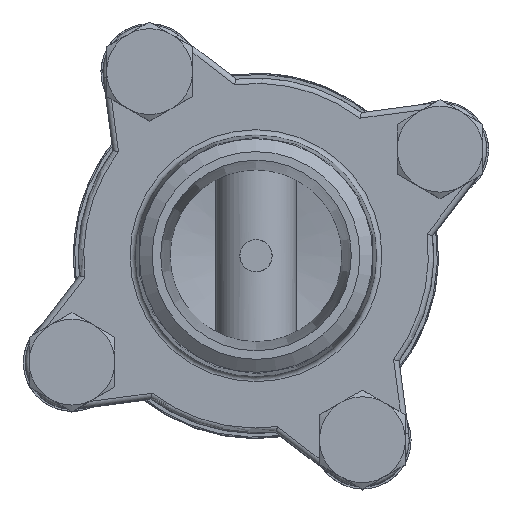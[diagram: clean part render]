
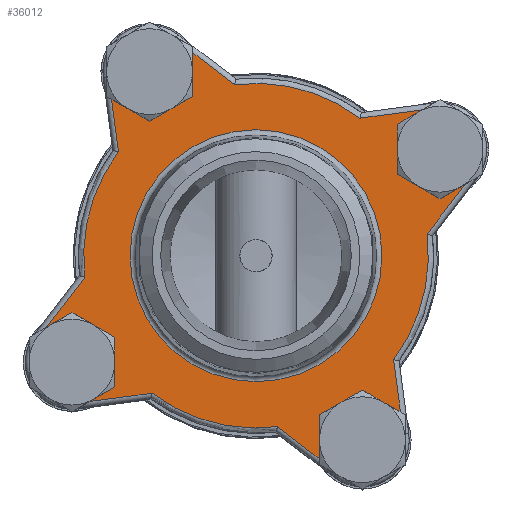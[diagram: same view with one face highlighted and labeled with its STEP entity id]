
A CAD part, top view. The second image highlights one B-rep face of the part: STEP entity #36012.
In plain terms, the highlighted planar face has unit normal (0, 0, 1).
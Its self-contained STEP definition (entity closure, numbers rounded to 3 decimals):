
#3356=CARTESIAN_POINT('',(-19.744,21.931,-53.595));
#3357=VERTEX_POINT('',#3356);
#3358=CARTESIAN_POINT('',(-19.744,14.616,-53.595));
#3359=DIRECTION('',(0.0,0.0,-1.0));
#3360=DIRECTION('',(0.0,1.0,0.0));
#3361=AXIS2_PLACEMENT_3D('',#3358,#3359,#3360);
#3362=CIRCLE('',#3361,7.315);
#3363=EDGE_CURVE('',#3357,#3357,#3362,.T.);
#3904=CARTESIAN_POINT('',(34.363,7.48,-53.595));
#3905=VERTEX_POINT('',#3904);
#3906=CARTESIAN_POINT('',(34.363,0.165,-53.595));
#3907=DIRECTION('',(0.0,0.0,-1.0));
#3908=DIRECTION('',(0.0,1.0,0.0));
#3909=AXIS2_PLACEMENT_3D('',#3906,#3907,#3908);
#3910=CIRCLE('',#3909,7.315);
#3911=EDGE_CURVE('',#3905,#3905,#3910,.T.);
#4452=CARTESIAN_POINT('',(-5.293,76.037,-53.595));
#4453=VERTEX_POINT('',#4452);
#4454=CARTESIAN_POINT('',(-5.293,68.722,-53.595));
#4455=DIRECTION('',(0.0,0.0,-1.0));
#4456=DIRECTION('',(0.0,1.0,0.0));
#4457=AXIS2_PLACEMENT_3D('',#4454,#4455,#4456);
#4458=CIRCLE('',#4457,7.315);
#4459=EDGE_CURVE('',#4453,#4453,#4458,.T.);
#5000=CARTESIAN_POINT('',(48.814,61.586,-53.595));
#5001=VERTEX_POINT('',#5000);
#5002=CARTESIAN_POINT('',(48.814,54.271,-53.595));
#5003=DIRECTION('',(0.0,0.0,-1.0));
#5004=DIRECTION('',(0.0,1.0,0.0));
#5005=AXIS2_PLACEMENT_3D('',#5002,#5003,#5004);
#5006=CIRCLE('',#5005,7.315);
#5007=EDGE_CURVE('',#5001,#5001,#5006,.T.);
#35130=CARTESIAN_POINT('',(41.996,1.176,-53.595));
#35131=VERTEX_POINT('',#35130);
#35139=CARTESIAN_POINT('',(29.68,-5.948,-53.595));
#35140=VERTEX_POINT('',#35139);
#35141=CARTESIAN_POINT('',(34.363,0.165,-53.595));
#35142=DIRECTION('',(0.,0.,1.0));
#35143=DIRECTION('',(0.866,0.501,0.));
#35144=AXIS2_PLACEMENT_3D('',#35141,#35142,#35143);
#35145=CIRCLE('',#35144,7.7);
#35146=EDGE_CURVE('',#35140,#35131,#35145,.T.);
#35194=CARTESIAN_POINT('',(-18.732,6.982,-53.595));
#35195=VERTEX_POINT('',#35194);
#35203=CARTESIAN_POINT('',(-25.856,19.298,-53.595));
#35204=VERTEX_POINT('',#35203);
#35205=CARTESIAN_POINT('',(-19.744,14.616,-53.595));
#35206=DIRECTION('',(0.,0.,1.0));
#35207=DIRECTION('',(0.866,0.501,0.));
#35208=AXIS2_PLACEMENT_3D('',#35205,#35206,#35207);
#35209=CIRCLE('',#35208,7.7);
#35210=EDGE_CURVE('',#35204,#35195,#35209,.T.);
#35239=CARTESIAN_POINT('',(34.845,46.192,-53.595));
#35240=VERTEX_POINT('',#35239);
#35241=CARTESIAN_POINT('',(14.535,34.444,-53.595));
#35242=DIRECTION('',(0.,0.,-1.0));
#35243=DIRECTION('',(0.866,0.501,0.));
#35244=AXIS2_PLACEMENT_3D('',#35241,#35242,#35243);
#35245=CIRCLE('',#35244,23.463);
#35246=EDGE_CURVE('',#35240,#35240,#35245,.T.);
#35296=CARTESIAN_POINT('',(-0.61,74.835,-53.595));
#35297=VERTEX_POINT('',#35296);
#35316=CARTESIAN_POINT('',(-12.926,67.711,-53.595));
#35317=VERTEX_POINT('',#35316);
#35325=CARTESIAN_POINT('',(-5.293,68.722,-53.595));
#35326=DIRECTION('',(0.,0.,1.0));
#35327=DIRECTION('',(0.866,0.501,0.));
#35328=AXIS2_PLACEMENT_3D('',#35325,#35326,#35327);
#35329=CIRCLE('',#35328,7.7);
#35330=EDGE_CURVE('',#35297,#35317,#35329,.T.);
#35342=CARTESIAN_POINT('',(40.152,15.099,-53.595));
#35343=VERTEX_POINT('',#35342);
#35361=CARTESIAN_POINT('',(41.996,1.176,-53.595));
#35362=DIRECTION('',(-0.131,0.991,0.));
#35363=VECTOR('',#35362,14.045);
#35364=LINE('',#35361,#35363);
#35365=EDGE_CURVE('',#35131,#35343,#35364,.T.);
#35415=CARTESIAN_POINT('',(18.531,2.593,-53.595));
#35416=VERTEX_POINT('',#35415);
#35417=CARTESIAN_POINT('',(18.531,2.593,-53.595));
#35418=DIRECTION('',(0.794,-0.608,0.));
#35419=VECTOR('',#35418,14.045);
#35420=LINE('',#35417,#35419);
#35421=EDGE_CURVE('',#35416,#35140,#35420,.T.);
#35458=CARTESIAN_POINT('',(-4.809,8.827,-53.595));
#35459=VERTEX_POINT('',#35458);
#35477=CARTESIAN_POINT('',(-18.732,6.982,-53.595));
#35478=DIRECTION('',(0.991,0.131,0.));
#35479=VECTOR('',#35478,14.045);
#35480=LINE('',#35477,#35479);
#35481=EDGE_CURVE('',#35195,#35459,#35480,.T.);
#35500=CARTESIAN_POINT('',(46.385,38.439,-53.595));
#35501=VERTEX_POINT('',#35500);
#35527=CARTESIAN_POINT('',(54.926,49.589,-53.595));
#35528=VERTEX_POINT('',#35527);
#35536=CARTESIAN_POINT('',(46.385,38.439,-53.595));
#35537=DIRECTION('',(0.608,0.794,0.));
#35538=VECTOR('',#35537,14.045);
#35539=LINE('',#35536,#35538);
#35540=EDGE_CURVE('',#35501,#35528,#35539,.T.);
#35648=CARTESIAN_POINT('',(-17.315,30.448,-53.595));
#35649=VERTEX_POINT('',#35648);
#35676=CARTESIAN_POINT('',(-17.315,30.448,-53.595));
#35677=DIRECTION('',(-0.608,-0.794,0.));
#35678=VECTOR('',#35677,14.045);
#35679=LINE('',#35676,#35678);
#35680=EDGE_CURVE('',#35649,#35204,#35679,.T.);
#35808=CARTESIAN_POINT('',(10.539,66.294,-53.595));
#35809=VERTEX_POINT('',#35808);
#35836=CARTESIAN_POINT('',(10.539,66.294,-53.595));
#35837=DIRECTION('',(-0.794,0.608,0.));
#35838=VECTOR('',#35837,14.045);
#35839=LINE('',#35836,#35838);
#35840=EDGE_CURVE('',#35809,#35297,#35839,.T.);
#35881=CARTESIAN_POINT('',(-11.082,53.788,-53.595));
#35882=VERTEX_POINT('',#35881);
#35900=CARTESIAN_POINT('',(-12.926,67.711,-53.595));
#35901=DIRECTION('',(0.131,-0.991,0.));
#35902=VECTOR('',#35901,14.045);
#35903=LINE('',#35900,#35902);
#35904=EDGE_CURVE('',#35317,#35882,#35903,.T.);
#35923=CARTESIAN_POINT('',(47.802,61.905,-53.595));
#35924=VERTEX_POINT('',#35923);
#35932=CARTESIAN_POINT('',(48.814,54.271,-53.595));
#35933=DIRECTION('',(0.,0.,1.0));
#35934=DIRECTION('',(0.866,0.501,0.));
#35935=AXIS2_PLACEMENT_3D('',#35932,#35933,#35934);
#35936=CIRCLE('',#35935,7.7);
#35937=EDGE_CURVE('',#35528,#35924,#35936,.T.);
#35943=CARTESIAN_POINT('',(14.535,34.444,-53.595));
#35944=DIRECTION('',(0.0,0.0,1.0));
#35945=DIRECTION('',(0.258,0.966,0.0));
#35946=AXIS2_PLACEMENT_3D('',#35943,#35944,#35945);
#35947=PLANE('',#35946);
#35948=ORIENTED_EDGE('',*,*,#35680,.T.);
#35949=ORIENTED_EDGE('',*,*,#35210,.T.);
#35950=ORIENTED_EDGE('',*,*,#35481,.T.);
#35951=CARTESIAN_POINT('',(14.535,34.444,-53.595));
#35952=DIRECTION('',(0.,0.,1.0));
#35953=DIRECTION('',(0.866,0.501,0.));
#35954=AXIS2_PLACEMENT_3D('',#35951,#35952,#35953);
#35955=CIRCLE('',#35954,32.1);
#35956=EDGE_CURVE('',#35459,#35416,#35955,.T.);
#35957=ORIENTED_EDGE('',*,*,#35956,.T.);
#35958=ORIENTED_EDGE('',*,*,#35421,.T.);
#35959=ORIENTED_EDGE('',*,*,#35146,.T.);
#35960=ORIENTED_EDGE('',*,*,#35365,.T.);
#35961=CARTESIAN_POINT('',(14.535,34.444,-53.595));
#35962=DIRECTION('',(0.,0.,1.0));
#35963=DIRECTION('',(0.866,0.501,0.));
#35964=AXIS2_PLACEMENT_3D('',#35961,#35962,#35963);
#35965=CIRCLE('',#35964,32.1);
#35966=EDGE_CURVE('',#35343,#35501,#35965,.T.);
#35967=ORIENTED_EDGE('',*,*,#35966,.T.);
#35968=ORIENTED_EDGE('',*,*,#35540,.T.);
#35969=ORIENTED_EDGE('',*,*,#35937,.T.);
#35970=CARTESIAN_POINT('',(33.879,60.06,-53.595));
#35971=VERTEX_POINT('',#35970);
#35972=CARTESIAN_POINT('',(47.802,61.905,-53.595));
#35973=DIRECTION('',(-0.991,-0.131,0.));
#35974=VECTOR('',#35973,14.045);
#35975=LINE('',#35972,#35974);
#35976=EDGE_CURVE('',#35924,#35971,#35975,.T.);
#35977=ORIENTED_EDGE('',*,*,#35976,.T.);
#35978=CARTESIAN_POINT('',(14.535,34.444,-53.595));
#35979=DIRECTION('',(0.,0.,1.0));
#35980=DIRECTION('',(0.866,0.501,0.));
#35981=AXIS2_PLACEMENT_3D('',#35978,#35979,#35980);
#35982=CIRCLE('',#35981,32.1);
#35983=EDGE_CURVE('',#35971,#35809,#35982,.T.);
#35984=ORIENTED_EDGE('',*,*,#35983,.T.);
#35985=ORIENTED_EDGE('',*,*,#35840,.T.);
#35986=ORIENTED_EDGE('',*,*,#35330,.T.);
#35987=ORIENTED_EDGE('',*,*,#35904,.T.);
#35988=CARTESIAN_POINT('',(14.535,34.444,-53.595));
#35989=DIRECTION('',(0.,0.,1.0));
#35990=DIRECTION('',(0.866,0.501,0.));
#35991=AXIS2_PLACEMENT_3D('',#35988,#35989,#35990);
#35992=CIRCLE('',#35991,32.1);
#35993=EDGE_CURVE('',#35882,#35649,#35992,.T.);
#35994=ORIENTED_EDGE('',*,*,#35993,.T.);
#35995=EDGE_LOOP('',(#35948,#35949,#35950,#35957,#35958,#35959,#35960,#35967,#35968,#35969,#35977,#35984,#35985,#35986,#35987,#35994));
#35996=FACE_OUTER_BOUND('',#35995,.T.);
#35997=ORIENTED_EDGE('',*,*,#3363,.T.);
#35998=EDGE_LOOP('',(#35997));
#35999=FACE_BOUND('',#35998,.T.);
#36000=ORIENTED_EDGE('',*,*,#3911,.T.);
#36001=EDGE_LOOP('',(#36000));
#36002=FACE_BOUND('',#36001,.T.);
#36003=ORIENTED_EDGE('',*,*,#4459,.T.);
#36004=EDGE_LOOP('',(#36003));
#36005=FACE_BOUND('',#36004,.T.);
#36006=ORIENTED_EDGE('',*,*,#5007,.T.);
#36007=EDGE_LOOP('',(#36006));
#36008=FACE_BOUND('',#36007,.T.);
#36009=ORIENTED_EDGE('',*,*,#35246,.T.);
#36010=EDGE_LOOP('',(#36009));
#36011=FACE_BOUND('',#36010,.T.);
#36012=ADVANCED_FACE('',(#35996,#35999,#36002,#36005,#36008,#36011),#35947,.T.);
